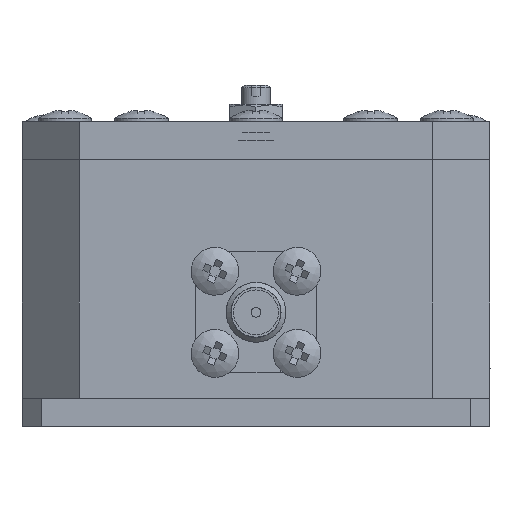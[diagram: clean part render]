
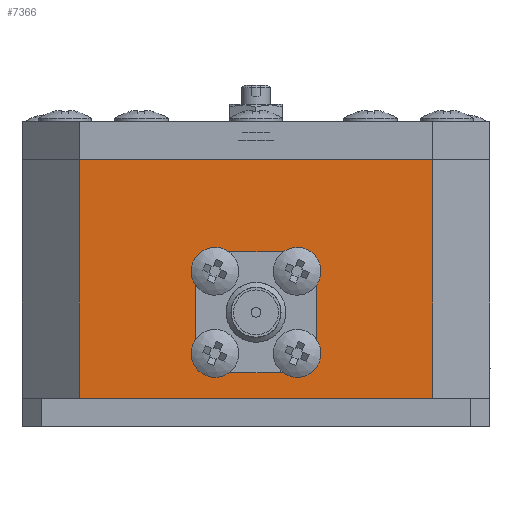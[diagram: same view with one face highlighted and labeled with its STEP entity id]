
A CAD part, left-side view. The second image highlights one B-rep face of the part: STEP entity #7366.
In plain terms, the highlighted planar face has unit normal (-1, 0, 0).
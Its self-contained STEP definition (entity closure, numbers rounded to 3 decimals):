
#7366=ADVANCED_FACE('',(#24569,#24571),#24573,.F.);
#24569=FACE_BOUND('',#24570,.T.);
#24570=EDGE_LOOP('',(#40021,#40022,#40023,#40024));
#24571=FACE_BOUND('',#24572,.T.);
#24572=EDGE_LOOP('',(#40025,#40026,#40027,#40028,#40029,#40030,#40031,#40032));
#24573=PLANE('',#24574);
#24574=AXIS2_PLACEMENT_3D('',#24575,#24576,#24577);
#24575=CARTESIAN_POINT('',(-88.5,18.5,28.));
#24576=DIRECTION('',(1.,0.,-0.));
#24577=DIRECTION('',(-0.,0.,-1.));
#40021=ORIENTED_EDGE('',*,*,#48007,.F.);
#40022=ORIENTED_EDGE('',*,*,#48008,.F.);
#40023=ORIENTED_EDGE('',*,*,#48009,.F.);
#40024=ORIENTED_EDGE('',*,*,#48004,.T.);
#40025=ORIENTED_EDGE('',*,*,#48010,.F.);
#40026=ORIENTED_EDGE('',*,*,#48011,.F.);
#40027=ORIENTED_EDGE('',*,*,#48012,.F.);
#40028=ORIENTED_EDGE('',*,*,#48013,.F.);
#40029=ORIENTED_EDGE('',*,*,#48014,.F.);
#40030=ORIENTED_EDGE('',*,*,#48015,.F.);
#40031=ORIENTED_EDGE('',*,*,#48016,.F.);
#40032=ORIENTED_EDGE('',*,*,#48017,.F.);
#48004=EDGE_CURVE('',#54493,#54490,#54494,.T.);
#48007=EDGE_CURVE('',#54498,#54490,#54499,.T.);
#48008=EDGE_CURVE('',#54500,#54498,#54501,.T.);
#48009=EDGE_CURVE('',#54493,#54500,#54502,.T.);
#48010=EDGE_CURVE('',#54503,#54504,#54505,.T.);
#48011=EDGE_CURVE('',#54506,#54503,#54507,.T.);
#48012=EDGE_CURVE('',#54508,#54506,#54509,.T.);
#48013=EDGE_CURVE('',#54510,#54508,#54511,.T.);
#48014=EDGE_CURVE('',#54512,#54510,#54513,.T.);
#48015=EDGE_CURVE('',#54514,#54512,#54515,.T.);
#48016=EDGE_CURVE('',#54516,#54514,#54517,.T.);
#48017=EDGE_CURVE('',#54504,#54516,#54518,.T.);
#54490=VERTEX_POINT('',#77585);
#54493=VERTEX_POINT('',#77590);
#54494=LINE('',#77591,#77592);
#54498=VERTEX_POINT('',#77601);
#54499=LINE('',#77602,#77603);
#54500=VERTEX_POINT('',#77605);
#54501=LINE('',#77606,#77607);
#54502=LINE('',#77609,#77610);
#54503=VERTEX_POINT('',#77612);
#54504=VERTEX_POINT('',#77613);
#54505=LINE('',#77614,#77615);
#54506=VERTEX_POINT('',#77617);
#54507=LINE('',#77618,#77619);
#54508=VERTEX_POINT('',#77621);
#54509=LINE('',#77622,#77623);
#54510=VERTEX_POINT('',#77625);
#54511=LINE('',#77626,#77627);
#54512=VERTEX_POINT('',#77629);
#54513=LINE('',#77630,#77631);
#54514=VERTEX_POINT('',#77633);
#54515=LINE('',#77634,#77635);
#54516=VERTEX_POINT('',#77637);
#54517=LINE('',#77638,#77639);
#54518=LINE('',#77641,#77642);
#77585=CARTESIAN_POINT('',(-88.5,18.5,3.));
#77590=CARTESIAN_POINT('',(-88.5,18.5,28.));
#77591=CARTESIAN_POINT('',(-88.5,18.5,28.));
#77592=VECTOR('',#77593,1.);
#77593=DIRECTION('',(0.,0.,-1.));
#77601=CARTESIAN_POINT('',(-88.5,-18.5,3.));
#77602=CARTESIAN_POINT('',(-88.5,-18.5,3.));
#77603=VECTOR('',#77604,1.);
#77604=DIRECTION('',(0.,1.,0.));
#77605=CARTESIAN_POINT('',(-88.5,-18.5,28.));
#77606=CARTESIAN_POINT('',(-88.5,-18.5,28.));
#77607=VECTOR('',#77608,1.);
#77608=DIRECTION('',(0.,0.,-1.));
#77609=CARTESIAN_POINT('',(-88.5,18.5,28.));
#77610=VECTOR('',#77611,1.);
#77611=DIRECTION('',(0.,-1.,0.));
#77612=CARTESIAN_POINT('',(-88.5,4.85,5.65));
#77613=CARTESIAN_POINT('',(-88.5,-4.85,5.65));
#77614=CARTESIAN_POINT('',(-88.5,4.85,5.65));
#77615=VECTOR('',#77616,1.);
#77616=DIRECTION('',(0.,-1.,0.));
#77617=CARTESIAN_POINT('',(-88.5,6.35,7.15));
#77618=CARTESIAN_POINT('',(-88.5,6.35,7.15));
#77619=VECTOR('',#77620,1.);
#77620=DIRECTION('',(0.,-0.707,-0.707));
#77621=CARTESIAN_POINT('',(-88.5,6.35,16.85));
#77622=CARTESIAN_POINT('',(-88.5,6.35,16.85));
#77623=VECTOR('',#77624,1.);
#77624=DIRECTION('',(0.,0.,-1.));
#77625=CARTESIAN_POINT('',(-88.5,4.85,18.35));
#77626=CARTESIAN_POINT('',(-88.5,4.85,18.35));
#77627=VECTOR('',#77628,1.);
#77628=DIRECTION('',(0.,0.707,-0.707));
#77629=CARTESIAN_POINT('',(-88.5,-4.85,18.35));
#77630=CARTESIAN_POINT('',(-88.5,-4.85,18.35));
#77631=VECTOR('',#77632,1.);
#77632=DIRECTION('',(0.,1.,0.));
#77633=CARTESIAN_POINT('',(-88.5,-6.35,16.85));
#77634=CARTESIAN_POINT('',(-88.5,-6.35,16.85));
#77635=VECTOR('',#77636,1.);
#77636=DIRECTION('',(0.,0.707,0.707));
#77637=CARTESIAN_POINT('',(-88.5,-6.35,7.15));
#77638=CARTESIAN_POINT('',(-88.5,-6.35,7.15));
#77639=VECTOR('',#77640,1.);
#77640=DIRECTION('',(0.,0.,1.));
#77641=CARTESIAN_POINT('',(-88.5,-4.85,5.65));
#77642=VECTOR('',#77643,1.);
#77643=DIRECTION('',(0.,-0.707,0.707));
